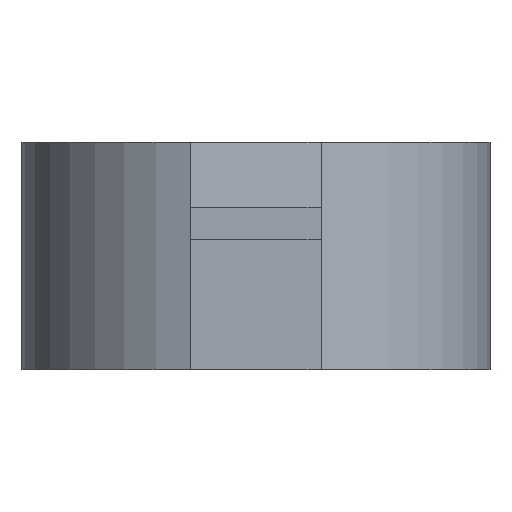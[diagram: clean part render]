
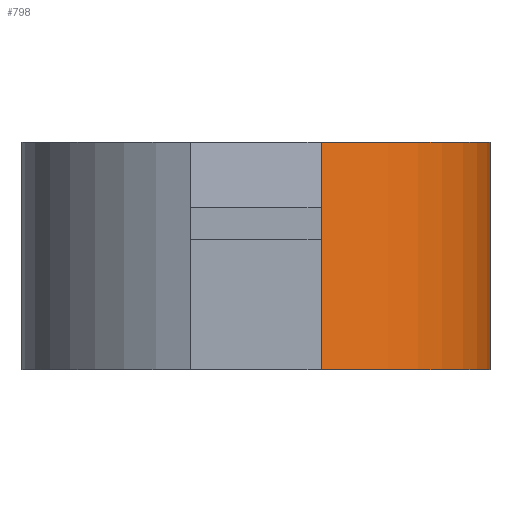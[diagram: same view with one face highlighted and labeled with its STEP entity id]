
A CAD part, left-side view. The second image highlights one B-rep face of the part: STEP entity #798.
In plain terms, the highlighted cylindrical face has radius 3.6 mm (diameter 7.2 mm), a partial arc.
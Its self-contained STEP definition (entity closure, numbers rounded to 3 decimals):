
#30 = CARTESIAN_POINT ( 'NONE',  ( 0., 0., 0. ) ) ;
#34 = DIRECTION ( 'NONE',  ( 1., 0., 0. ) ) ;
#41 = CARTESIAN_POINT ( 'NONE',  ( -3.458, -1., 0. ) ) ;
#51 = EDGE_CURVE ( 'NONE', #380, #291, #309, .T. ) ;
#52 = CARTESIAN_POINT ( 'NONE',  ( 0., 0., 0. ) ) ;
#54 = DIRECTION ( 'NONE',  ( 0., 0., 1. ) ) ;
#85 = VERTEX_POINT ( 'NONE', #753 ) ;
#138 = FACE_OUTER_BOUND ( 'NONE', #936, .T. ) ;
#187 = LINE ( 'NONE', #41, #730 ) ;
#198 = VECTOR ( 'NONE', #328, 1000. ) ;
#206 = DIRECTION ( 'NONE',  ( 0., 0., 1. ) ) ;
#216 = ORIENTED_EDGE ( 'NONE', *, *, #774, .F. ) ;
#222 = CIRCLE ( 'NONE', #699, 3.6 ) ;
#249 = VERTEX_POINT ( 'NONE', #802 ) ;
#273 = EDGE_CURVE ( 'NONE', #249, #291, #222, .T. ) ;
#291 = VERTEX_POINT ( 'NONE', #715 ) ;
#295 = CYLINDRICAL_SURFACE ( 'NONE', #570, 3.6 ) ;
#296 = DIRECTION ( 'NONE',  ( 0., 0., -1. ) ) ;
#301 = ORIENTED_EDGE ( 'NONE', *, *, #273, .T. ) ;
#309 = LINE ( 'NONE', #676, #740 ) ;
#323 = ORIENTED_EDGE ( 'NONE', *, *, #721, .T. ) ;
#328 = DIRECTION ( 'NONE',  ( 0., 0., -1. ) ) ;
#380 = VERTEX_POINT ( 'NONE', #507 ) ;
#415 = DIRECTION ( 'NONE',  ( 1., 0., 0. ) ) ;
#453 = VERTEX_POINT ( 'NONE', #664 ) ;
#459 = DIRECTION ( 'NONE',  ( 0., 0., 1. ) ) ;
#499 = ORIENTED_EDGE ( 'NONE', *, *, #51, .F. ) ;
#507 = CARTESIAN_POINT ( 'NONE',  ( 1.104, -3.427, 3.5 ) ) ;
#508 = CIRCLE ( 'NONE', #550, 3.6 ) ;
#550 = AXIS2_PLACEMENT_3D ( 'NONE', #906, #459, #34 ) ;
#556 = DIRECTION ( 'NONE',  ( 1., 0., 0. ) ) ;
#570 = AXIS2_PLACEMENT_3D ( 'NONE', #30, #54, #556 ) ;
#596 = LINE ( 'NONE', #703, #198 ) ;
#664 = CARTESIAN_POINT ( 'NONE',  ( -3.458, -1., 3.5 ) ) ;
#676 = CARTESIAN_POINT ( 'NONE',  ( 1.104, -3.427, 0. ) ) ;
#680 = ORIENTED_EDGE ( 'NONE', *, *, #897, .T. ) ;
#699 = AXIS2_PLACEMENT_3D ( 'NONE', #52, #206, #415 ) ;
#703 = CARTESIAN_POINT ( 'NONE',  ( -3.458, -1., 0. ) ) ;
#715 = CARTESIAN_POINT ( 'NONE',  ( 1.104, -3.427, 0. ) ) ;
#721 = EDGE_CURVE ( 'NONE', #453, #85, #187, .T. ) ;
#730 = VECTOR ( 'NONE', #917, 1000. ) ;
#740 = VECTOR ( 'NONE', #296, 1000. ) ;
#753 = CARTESIAN_POINT ( 'NONE',  ( -3.458, -1., 2. ) ) ;
#774 = EDGE_CURVE ( 'NONE', #453, #380, #508, .T. ) ;
#798 = ADVANCED_FACE ( 'NONE', ( #138 ), #295, .T. ) ;
#802 = CARTESIAN_POINT ( 'NONE',  ( -3.458, -1., 0. ) ) ;
#897 = EDGE_CURVE ( 'NONE', #85, #249, #596, .T. ) ;
#906 = CARTESIAN_POINT ( 'NONE',  ( 0., 0., 3.5 ) ) ;
#917 = DIRECTION ( 'NONE',  ( 0., 0., -1. ) ) ;
#936 = EDGE_LOOP ( 'NONE', ( #301, #499, #216, #323, #680 ) ) ;
